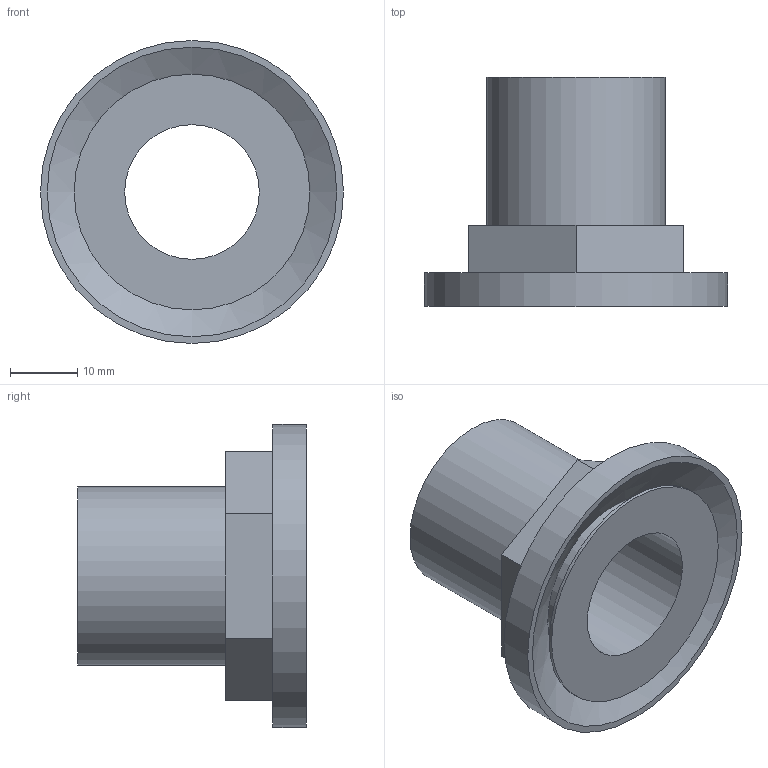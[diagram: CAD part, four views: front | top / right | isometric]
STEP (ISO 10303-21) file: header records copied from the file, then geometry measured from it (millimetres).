
FILE_DESCRIPTION(/* description */ (''),/* implementation_level */ '2;1');
FILE_NAME(/* name */ 'METU_E01V-2002_ST-K_3-4.stp',/* time_stamp */ '2018-10-05T14:33:44+02:00',/* author */ (''),/* organization */ (''),/* preprocessor_version */ 'ST-DEVELOPER v11',/* originating_system */ 'SIEMENS UGS NX 6.0',/* authorisation */ '');
FILE_SCHEMA (('CONFIG_CONTROL_DESIGN'));
Length unit declared in the file: millimetre
Products named in the file (1): gars64E343c0
Bounding box: 45 x 34 x 45 mm (x, y, z)
Volume: 14624.1 mm3; surface area: 11162.4 mm2
Topology: 3 solids, 3 shells, 20 faces, 43 edges, 29 vertices
Faces by surface type: plane 12, cylinder 6, cone 2
Full cylindrical faces by diameter (mm): 20 x1, 24.4 x1, 26.44 x1, 28 x1, 35 x1, 45 x1
Entity records: 566 total; most frequent: DIRECTION 86, CARTESIAN_POINT 77, ORIENTED_EDGE 62, EDGE_LOOP 34, AXIS2_PLACEMENT_3D 34, EDGE_CURVE 31, FACE_BOUND 28, VERTEX_POINT 25
